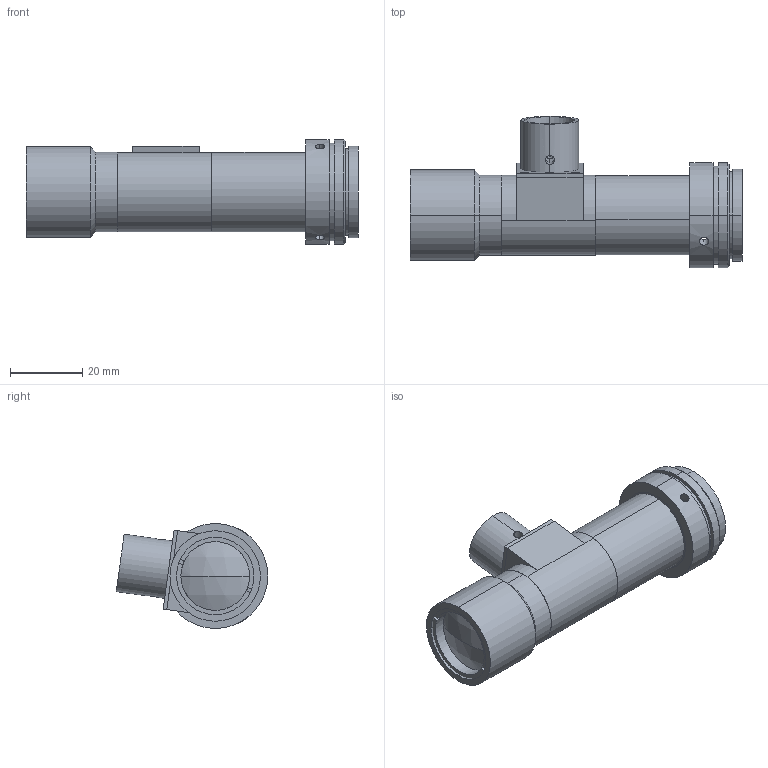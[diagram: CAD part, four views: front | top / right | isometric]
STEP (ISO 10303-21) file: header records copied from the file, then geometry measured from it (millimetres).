
FILE_DESCRIPTION (( 'STEP AP203' ), '1' );
FILE_NAME ('XF-MT2X65D-蚾饜极-20160406V5.STEP', '2016-04-11T02:32:14', ( 'cherishsunshine' ), ( '' ), 'SwSTEP 2.0', 'SolidWorks 2014', '' );
FILE_SCHEMA (( 'CONFIG_CONTROL_DESIGN' ));
Length unit declared in the file: millimetre
Products named in the file (1): XF-MT2X65D-蚾饜极-20160406V5
Bounding box: 91.72 x 41.84 x 29 mm (x, y, z)
Surface area: 12829 mm2 (no closed solid volume)
Topology: 0 solids, 11 shells, 118 faces, 308 edges, 203 vertices
Faces by surface type: cylinder 71, plane 41, cone 4, sphere 2
Entity records: 4097 total; most frequent: CARTESIAN_POINT 1018, DIRECTION 680, ORIENTED_EDGE 550, EDGE_CURVE 308, AXIS2_PLACEMENT_3D 273, VERTEX_POINT 203, CIRCLE 154, EDGE_LOOP 148
